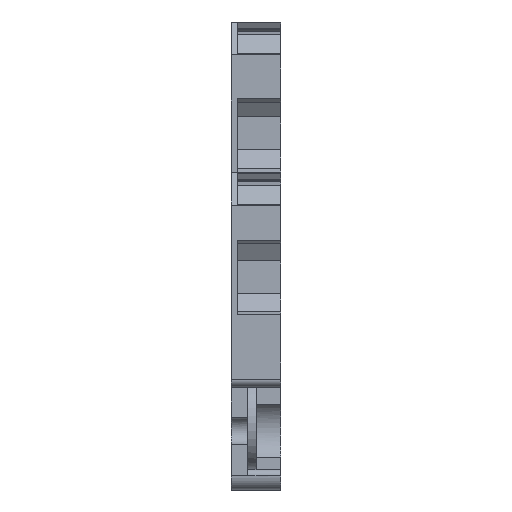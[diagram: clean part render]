
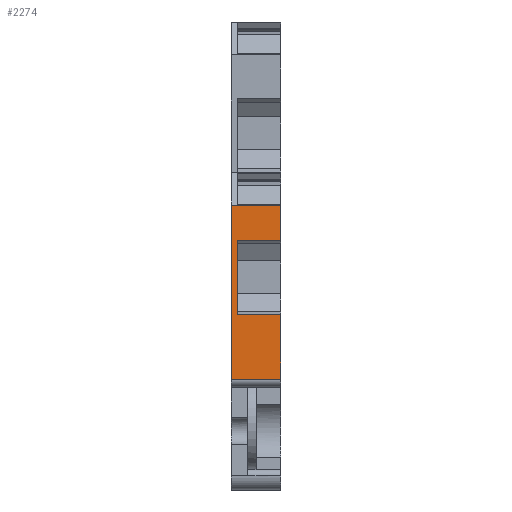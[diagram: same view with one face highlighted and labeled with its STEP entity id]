
A CAD part, front view. The second image highlights one B-rep face of the part: STEP entity #2274.
In plain terms, the highlighted planar face has unit normal (0, -1, 0).
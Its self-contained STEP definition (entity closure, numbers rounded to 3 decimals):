
#2243=AXIS2_PLACEMENT_3D('Plane Axis2P3D',#2240,#2241,#2242) ;
#244=CARTESIAN_POINT('Vertex',(0.,0.,13.5)) ;
#247=CARTESIAN_POINT('Line Origine',(0.,0.,24.1)) ;
#251=CARTESIAN_POINT('Vertex',(0.,0.,34.7)) ;
#685=CARTESIAN_POINT('Line Origine',(3.,0.,34.7)) ;
#689=CARTESIAN_POINT('Vertex',(6.,0.,34.7)) ;
#1293=CARTESIAN_POINT('Line Origine',(6.,0.,32.565)) ;
#1297=CARTESIAN_POINT('Vertex',(6.,0.,30.429)) ;
#1346=CARTESIAN_POINT('Vertex',(6.,0.,21.371)) ;
#1349=CARTESIAN_POINT('Line Origine',(6.,0.,17.435)) ;
#1353=CARTESIAN_POINT('Vertex',(6.,0.,13.5)) ;
#2227=CARTESIAN_POINT('Line Origine',(3.,0.,13.5)) ;
#2240=CARTESIAN_POINT('Axis2P3D Location',(0.,0.,30.429)) ;
#2245=CARTESIAN_POINT('Line Origine',(3.35,0.,21.371)) ;
#2249=CARTESIAN_POINT('Vertex',(0.7,0.,21.371)) ;
#2252=CARTESIAN_POINT('Line Origine',(0.7,0.,25.9)) ;
#2256=CARTESIAN_POINT('Vertex',(0.7,0.,30.429)) ;
#2259=CARTESIAN_POINT('Line Origine',(3.35,0.,30.429)) ;
#248=DIRECTION('Vector Direction',(0.,0.,-1.)) ;
#686=DIRECTION('Vector Direction',(1.,0.,0.)) ;
#1294=DIRECTION('Vector Direction',(0.,0.,-1.)) ;
#1350=DIRECTION('Vector Direction',(0.,0.,-1.)) ;
#2228=DIRECTION('Vector Direction',(1.,0.,0.)) ;
#2241=DIRECTION('Axis2P3D Direction',(0.,1.,0.)) ;
#2242=DIRECTION('Axis2P3D XDirection',(0.,0.,1.)) ;
#2246=DIRECTION('Vector Direction',(1.,0.,0.)) ;
#2253=DIRECTION('Vector Direction',(0.,0.,-1.)) ;
#2260=DIRECTION('Vector Direction',(-1.,0.,0.)) ;
#249=VECTOR('Line Direction',#248,1.) ;
#687=VECTOR('Line Direction',#686,1.) ;
#1295=VECTOR('Line Direction',#1294,1.) ;
#1351=VECTOR('Line Direction',#1350,1.) ;
#2229=VECTOR('Line Direction',#2228,1.) ;
#2247=VECTOR('Line Direction',#2246,1.) ;
#2254=VECTOR('Line Direction',#2253,1.) ;
#2261=VECTOR('Line Direction',#2260,1.) ;
#2265=ORIENTED_EDGE('',*,*,#2231,.F.) ;
#2266=ORIENTED_EDGE('',*,*,#1355,.F.) ;
#2267=ORIENTED_EDGE('',*,*,#2251,.F.) ;
#2268=ORIENTED_EDGE('',*,*,#2258,.F.) ;
#2269=ORIENTED_EDGE('',*,*,#2263,.F.) ;
#2270=ORIENTED_EDGE('',*,*,#1299,.F.) ;
#2271=ORIENTED_EDGE('',*,*,#691,.F.) ;
#2272=ORIENTED_EDGE('',*,*,#253,.T.) ;
#2274=ADVANCED_FACE('Koerper.2',(#2273),#2244,.F.) ;
#253=EDGE_CURVE('',#252,#245,#250,.T.) ;
#691=EDGE_CURVE('',#252,#690,#688,.T.) ;
#1299=EDGE_CURVE('',#690,#1298,#1296,.T.) ;
#1355=EDGE_CURVE('',#1347,#1354,#1352,.T.) ;
#2231=EDGE_CURVE('',#1354,#245,#2230,.F.) ;
#2251=EDGE_CURVE('',#2250,#1347,#2248,.T.) ;
#2258=EDGE_CURVE('',#2257,#2250,#2255,.T.) ;
#2263=EDGE_CURVE('',#1298,#2257,#2262,.T.) ;
#2264=EDGE_LOOP('',(#2265,#2266,#2267,#2268,#2269,#2270,#2271,#2272)) ;
#2273=FACE_OUTER_BOUND('',#2264,.T.) ;
#250=LINE('Line',#247,#249) ;
#688=LINE('Line',#685,#687) ;
#1296=LINE('Line',#1293,#1295) ;
#1352=LINE('Line',#1349,#1351) ;
#2230=LINE('Line',#2227,#2229) ;
#2248=LINE('Line',#2245,#2247) ;
#2255=LINE('Line',#2252,#2254) ;
#2262=LINE('Line',#2259,#2261) ;
#2244=PLANE('',#2243) ;
#245=VERTEX_POINT('',#244) ;
#252=VERTEX_POINT('',#251) ;
#690=VERTEX_POINT('',#689) ;
#1298=VERTEX_POINT('',#1297) ;
#1347=VERTEX_POINT('',#1346) ;
#1354=VERTEX_POINT('',#1353) ;
#2250=VERTEX_POINT('',#2249) ;
#2257=VERTEX_POINT('',#2256) ;
